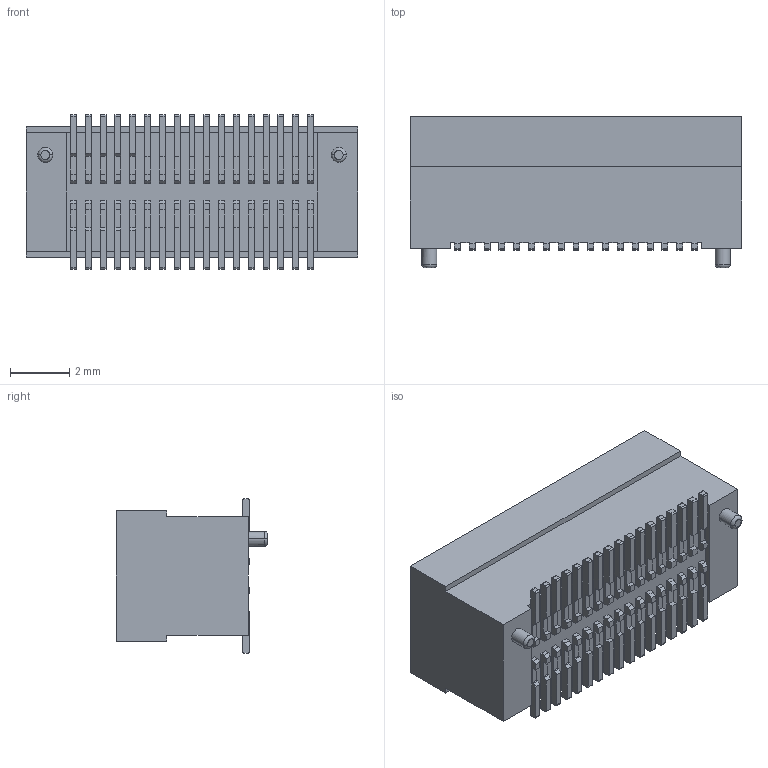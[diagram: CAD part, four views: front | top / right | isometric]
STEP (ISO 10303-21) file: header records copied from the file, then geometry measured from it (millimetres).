
FILE_DESCRIPTION((''),'2;1');
FILE_NAME('ASM0011_ASM','2025-05-19T',('工程三'),(''),'PRO/ENGINEER BY PARAMETRIC TECHNOLOGY CORPORATION, 2010280','PRO/ENGINEER BY PARAMETRIC TECHNOLOGY CORPORATION, 2010280','');
FILE_SCHEMA(('CONFIG_CONTROL_DESIGN'));
Length unit declared in the file: millimetre
Products named in the file (1): ASM0011_ASM
Bounding box: 11.2 x 5.1 x 5.2 mm (x, y, z)
Volume: 145.7 mm3; surface area: 700 mm2
Topology: 1 solids, 1 shells, 1340 faces, 3834 edges, 2534 vertices
Faces by surface type: plane 1264, cylinder 72, torus 4
Entity records: 42906 total; most frequent: CARTESIAN_POINT 7708, ORIENTED_EDGE 7668, DIRECTION 6672, EDGE_CURVE 3834, VECTOR 3676, LINE 3676, VERTEX_POINT 2534, AXIS2_PLACEMENT_3D 1498
